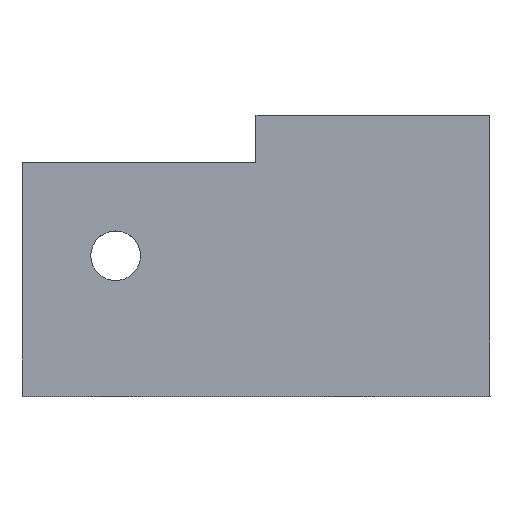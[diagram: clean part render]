
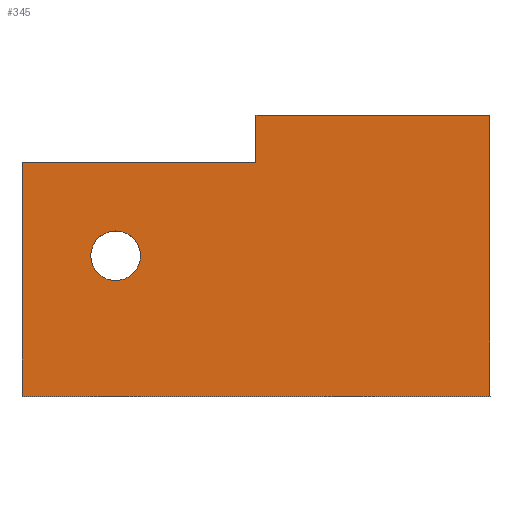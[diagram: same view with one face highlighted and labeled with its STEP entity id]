
A CAD part, top view. The second image highlights one B-rep face of the part: STEP entity #345.
In plain terms, the highlighted planar face has unit normal (0, 0, 1).
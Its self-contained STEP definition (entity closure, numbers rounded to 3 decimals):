
#22=FACE_BOUND('',#66,.T.);
#29=CIRCLE('',#372,2.65);
#45=FACE_OUTER_BOUND('',#65,.T.);
#65=EDGE_LOOP('',(#275,#276,#277,#278,#279,#280));
#66=EDGE_LOOP('',(#281));
#81=LINE('',#490,#119);
#89=LINE('',#505,#127);
#90=LINE('',#508,#128);
#107=LINE('',#550,#145);
#108=LINE('',#552,#146);
#109=LINE('',#553,#147);
#119=VECTOR('',#398,10.);
#127=VECTOR('',#408,10.);
#128=VECTOR('',#411,10.);
#145=VECTOR('',#450,10.);
#146=VECTOR('',#451,10.);
#147=VECTOR('',#452,10.);
#157=VERTEX_POINT('',#487);
#158=VERTEX_POINT('',#489);
#160=VERTEX_POINT('',#494);
#165=VERTEX_POINT('',#507);
#168=VERTEX_POINT('',#515);
#179=VERTEX_POINT('',#549);
#180=VERTEX_POINT('',#551);
#187=EDGE_CURVE('',#158,#157,#81,.T.);
#195=EDGE_CURVE('',#160,#158,#89,.T.);
#196=EDGE_CURVE('',#165,#160,#90,.T.);
#200=EDGE_CURVE('',#168,#168,#29,.T.);
#217=EDGE_CURVE('',#179,#157,#107,.T.);
#218=EDGE_CURVE('',#180,#179,#108,.T.);
#219=EDGE_CURVE('',#165,#180,#109,.T.);
#275=ORIENTED_EDGE('',*,*,#187,.T.);
#276=ORIENTED_EDGE('',*,*,#217,.F.);
#277=ORIENTED_EDGE('',*,*,#218,.F.);
#278=ORIENTED_EDGE('',*,*,#219,.F.);
#279=ORIENTED_EDGE('',*,*,#196,.T.);
#280=ORIENTED_EDGE('',*,*,#195,.T.);
#281=ORIENTED_EDGE('',*,*,#200,.T.);
#331=PLANE('',#380);
#345=ADVANCED_FACE('',(#45,#22),#331,.T.);
#372=AXIS2_PLACEMENT_3D('',#516,#418,#419);
#380=AXIS2_PLACEMENT_3D('',#548,#448,#449);
#398=DIRECTION('',(-1.,0.,0.));
#408=DIRECTION('',(0.,-1.,0.));
#411=DIRECTION('',(-1.,0.,0.));
#418=DIRECTION('center_axis',(0.,0.,-1.));
#419=DIRECTION('ref_axis',(-1.,0.,0.));
#448=DIRECTION('center_axis',(0.,0.,1.));
#449=DIRECTION('ref_axis',(1.,0.,0.));
#450=DIRECTION('',(0.,1.,0.));
#451=DIRECTION('',(-1.,0.,0.));
#452=DIRECTION('',(0.,-1.,0.));
#487=CARTESIAN_POINT('',(0.,25.,25.));
#489=CARTESIAN_POINT('',(25.,25.,25.));
#490=CARTESIAN_POINT('',(12.5,25.,25.));
#494=CARTESIAN_POINT('',(25.,30.,25.));
#505=CARTESIAN_POINT('',(25.,15.,25.));
#507=CARTESIAN_POINT('',(50.,30.,25.));
#508=CARTESIAN_POINT('',(50.,30.,25.));
#515=CARTESIAN_POINT('',(12.65,15.,25.));
#516=CARTESIAN_POINT('Origin',(10.,15.,25.));
#548=CARTESIAN_POINT('Origin',(0.,0.,25.));
#549=CARTESIAN_POINT('',(0.,0.,25.));
#550=CARTESIAN_POINT('',(0.,30.,25.));
#551=CARTESIAN_POINT('',(50.,0.,25.));
#552=CARTESIAN_POINT('',(25.,0.,25.));
#553=CARTESIAN_POINT('',(50.,25.,25.));
